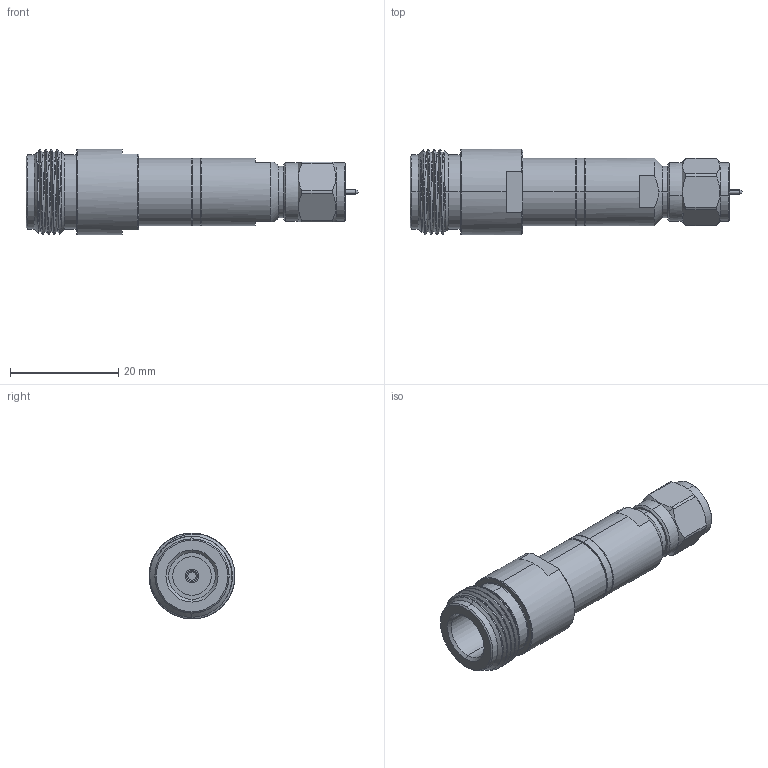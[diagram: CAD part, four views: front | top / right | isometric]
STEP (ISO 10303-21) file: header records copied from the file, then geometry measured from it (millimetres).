
FILE_DESCRIPTION (( 'STEP AP214' ), '1' );
FILE_NAME ('FMMP1104_3D.step', '2023-03-30T16:09:15', ( '' ), ( '' ), 'SwSTEP 2.0', 'SolidWorks 2022', '' );
FILE_SCHEMA (( 'AUTOMOTIVE_DESIGN' ));
Length unit declared in the file: inch
Products named in the file (1): FMMP1104_3D
Bounding box: 61.45 x 15.88 x 15.88 mm (x, y, z)
Volume: 7104.5 mm3; surface area: 3689.7 mm2
Topology: 1 solids, 1 shells, 162 faces, 432 edges, 284 vertices
Faces by surface type: cylinder 74, plane 41, cone 35, bspline 10, torus 2
Entity records: 8897 total; most frequent: CARTESIAN_POINT 5088, ORIENTED_EDGE 860, DIRECTION 723, EDGE_CURVE 430, AXIS2_PLACEMENT_3D 295, VERTEX_POINT 284, EDGE_LOOP 176, ADVANCED_FACE 162
